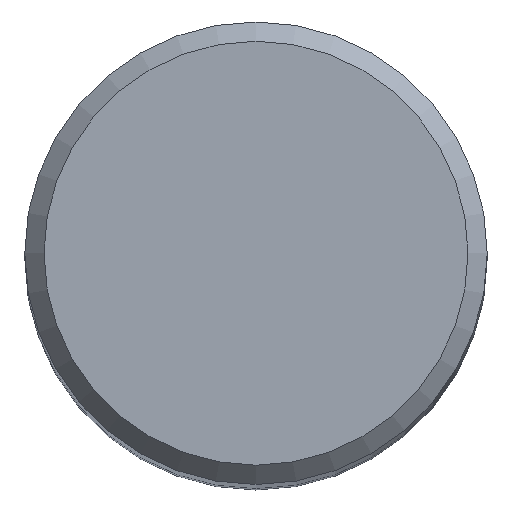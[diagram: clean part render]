
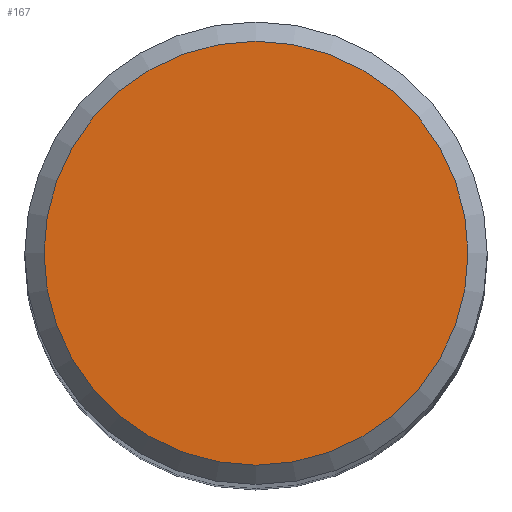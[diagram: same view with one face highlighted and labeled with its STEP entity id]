
A CAD part, top view. The second image highlights one B-rep face of the part: STEP entity #167.
In plain terms, the highlighted planar face has unit normal (0, 0, 1).
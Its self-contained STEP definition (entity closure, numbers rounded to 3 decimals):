
#11 = EDGE_LOOP ( 'NONE', ( #103 ) ) ;
#25 = CIRCLE ( 'NONE', #43, 5.5 ) ;
#36 = CARTESIAN_POINT ( 'NONE',  ( 0., 0., 83. ) ) ;
#43 = AXIS2_PLACEMENT_3D ( 'NONE', #36, #101, #169 ) ;
#51 = DIRECTION ( 'NONE',  ( 0., 0., -1. ) ) ;
#87 = CARTESIAN_POINT ( 'NONE',  ( 0., 5.5, 83. ) ) ;
#101 = DIRECTION ( 'NONE',  ( 0., 0., -1. ) ) ;
#103 = ORIENTED_EDGE ( 'NONE', *, *, #154, .F. ) ;
#121 = PLANE ( 'NONE',  #136 ) ;
#123 = DIRECTION ( 'NONE',  ( 0., 1., 0. ) ) ;
#136 = AXIS2_PLACEMENT_3D ( 'NONE', #191, #51, #123 ) ;
#154 = EDGE_CURVE ( 'NONE', #181, #181, #25, .T. ) ;
#167 = ADVANCED_FACE ( 'NONE', ( #210 ), #121, .F. ) ;
#169 = DIRECTION ( 'NONE',  ( 0., 1., 0. ) ) ;
#181 = VERTEX_POINT ( 'NONE', #87 ) ;
#191 = CARTESIAN_POINT ( 'NONE',  ( 0., 0., 83. ) ) ;
#210 = FACE_OUTER_BOUND ( 'NONE', #11, .T. ) ;
